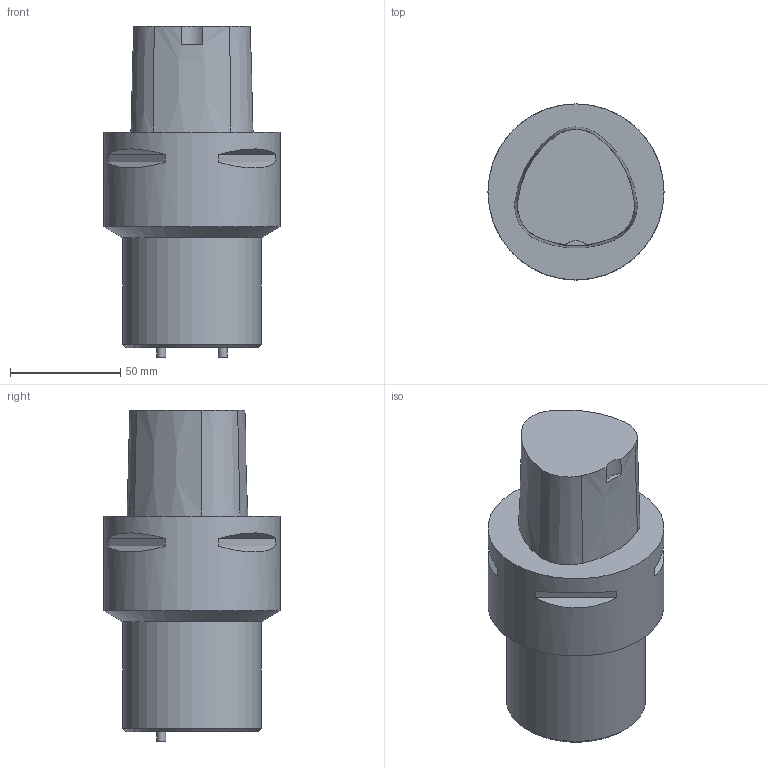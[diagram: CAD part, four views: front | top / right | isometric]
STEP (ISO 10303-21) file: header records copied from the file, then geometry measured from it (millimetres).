
FILE_DESCRIPTION(/* description */ (''),/* implementation_level */ '2;1');
FILE_NAME(/* name */ '1527153095858.stp',/* time_stamp */ '2018-05-24T11:11:42+02:00',/* author */ (''),/* organization */ ('SMS'),/* preprocessor_version */ 'ST-DEVELOPER v15',/* originating_system */ 'SIEMENS PLM Software NX 8.5',/* authorisation */ '');
FILE_SCHEMA (('AUTOMOTIVE_DESIGN { 1 0 10303 214 3 1 1 1 }'));
Length unit declared in the file: millimetre
Products named in the file (1): 112030520mod000_00
Bounding box: 80 x 80 x 150.5 mm (x, y, z)
Volume: 497222.2 mm3; surface area: 39448.8 mm2
Topology: 1 solids, 1 shells, 33 faces, 67 edges, 46 vertices
Faces by surface type: plane 18, cone 10, cylinder 5
Full cylindrical faces by diameter (mm): 4 x2, 63 x1, 80 x1
Entity records: 907 total; most frequent: DIRECTION 166, CARTESIAN_POINT 148, ORIENTED_EDGE 118, AXIS2_PLACEMENT_3D 72, EDGE_CURVE 59, EDGE_LOOP 48, VERTEX_POINT 43, ADVANCED_FACE 33
